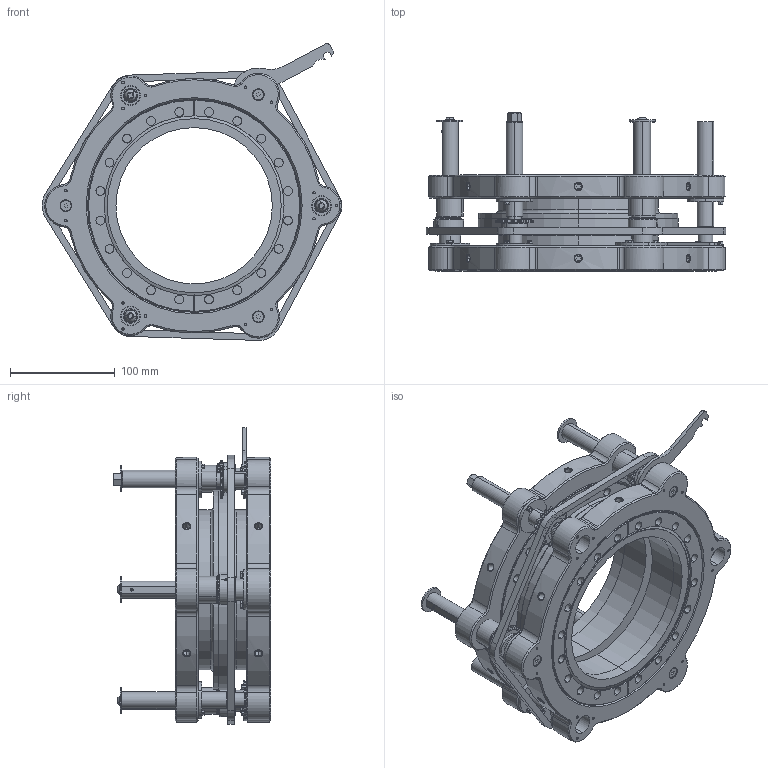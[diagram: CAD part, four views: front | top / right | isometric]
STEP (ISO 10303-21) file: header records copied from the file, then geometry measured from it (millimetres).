
FILE_DESCRIPTION (( 'STEP AP214' ), '1' );
FILE_NAME ('BLT86-02, BOTH THRU, 10014490.STEP', '2016-11-29T23:02:34', ( 'jvatsvog' ), ( 'Microsoft' ), 'SwSTEP 2.0', 'SolidWorks 2014', '' );
FILE_SCHEMA (( 'AUTOMOTIVE_DESIGN' ));
Length unit declared in the file: inch
Products named in the file (1): BLT86-02, BOTH THRU, 10014490
Bounding box: 285.84 x 150.63 x 283.06 mm (x, y, z)
Volume: 1741032.4 mm3; surface area: 586615.1 mm2
Topology: 105 solids, 105 shells, 3179 faces, 7931 edges, 5093 vertices
Faces by surface type: cylinder 1474, plane 1067, cone 602, torus 36
Entity records: 144056 total; most frequent: CARTESIAN_POINT 24702, DIRECTION 16107, ORIENTED_EDGE 15826, EDGE_CURVE 7913, AXIS2_PLACEMENT_3D 6202, VERTEX_POINT 5093, VECTOR 3703, LINE 3703
